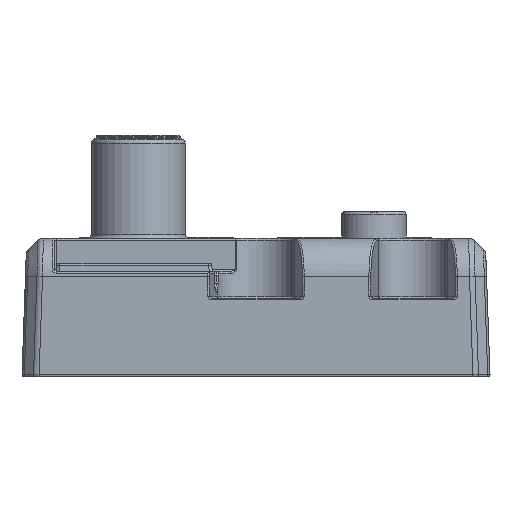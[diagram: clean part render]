
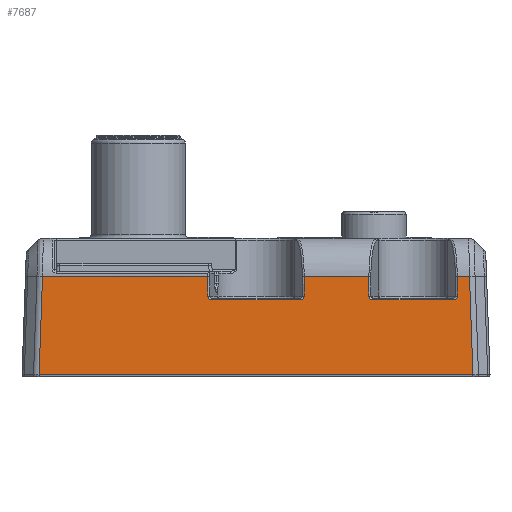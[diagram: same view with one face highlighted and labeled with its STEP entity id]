
A CAD part, front view. The second image highlights one B-rep face of the part: STEP entity #7687.
In plain terms, the highlighted planar face has unit normal (0, -1, 0.018).
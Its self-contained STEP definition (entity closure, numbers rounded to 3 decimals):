
#7687 = ADVANCED_FACE( '', ( #17568 ), #17569, .T. );
#17568 = FACE_OUTER_BOUND( '', #65274, .T. );
#17569 = PLANE( '', #65275 );
#65274 = EDGE_LOOP( '', ( #119616, #119617, #119618, #119619, #119620, #119621, #119622, #119623, #119624, #119625, #119626, #119627, #119628, #119629, #119630, #119631 ) );
#65275 = AXIS2_PLACEMENT_3D( '', #119632, #119633, #119634 );
#119616 = ORIENTED_EDGE( '', *, *, #143024, .T. );
#119617 = ORIENTED_EDGE( '', *, *, #143025, .T. );
#119618 = ORIENTED_EDGE( '', *, *, #143026, .T. );
#119619 = ORIENTED_EDGE( '', *, *, #143027, .T. );
#119620 = ORIENTED_EDGE( '', *, *, #137122, .T. );
#119621 = ORIENTED_EDGE( '', *, *, #138230, .F. );
#119622 = ORIENTED_EDGE( '', *, *, #143028, .T. );
#119623 = ORIENTED_EDGE( '', *, *, #143029, .F. );
#119624 = ORIENTED_EDGE( '', *, *, #142729, .T. );
#119625 = ORIENTED_EDGE( '', *, *, #143030, .T. );
#119626 = ORIENTED_EDGE( '', *, *, #143031, .T. );
#119627 = ORIENTED_EDGE( '', *, *, #137092, .F. );
#119628 = ORIENTED_EDGE( '', *, *, #142162, .T. );
#119629 = ORIENTED_EDGE( '', *, *, #143032, .F. );
#119630 = ORIENTED_EDGE( '', *, *, #140575, .T. );
#119631 = ORIENTED_EDGE( '', *, *, #143033, .T. );
#119632 = CARTESIAN_POINT( '', ( 0., -29.2, -17.65 ) );
#119633 = DIRECTION( '', ( 0., -1., 0.017 ) );
#119634 = DIRECTION( '', ( 0., -0.017, -1. ) );
#137092 = EDGE_CURVE( '', #151163, #151165, #151166, .T. );
#137122 = EDGE_CURVE( '', #151213, #151211, #151214, .T. );
#138230 = EDGE_CURVE( '', #153013, #151211, #153015, .T. );
#140575 = EDGE_CURVE( '', #156617, #154814, #156618, .T. );
#142162 = EDGE_CURVE( '', #151163, #158831, #158833, .F. );
#142729 = EDGE_CURVE( '', #159576, #159581, #159583, .T. );
#143024 = EDGE_CURVE( '', #148261, #159975, #159976, .T. );
#143025 = EDGE_CURVE( '', #159975, #148695, #159977, .F. );
#143026 = EDGE_CURVE( '', #148695, #152473, #159978, .T. );
#143027 = EDGE_CURVE( '', #152473, #151213, #159979, .T. );
#143028 = EDGE_CURVE( '', #153013, #159980, #159981, .F. );
#143029 = EDGE_CURVE( '', #159576, #159980, #159982, .T. );
#143030 = EDGE_CURVE( '', #159581, #159983, #159984, .T. );
#143031 = EDGE_CURVE( '', #159983, #151165, #159985, .T. );
#143032 = EDGE_CURVE( '', #156617, #158831, #159986, .T. );
#143033 = EDGE_CURVE( '', #154814, #148261, #159987, .T. );
#148261 = VERTEX_POINT( '', #167704 );
#148695 = VERTEX_POINT( '', #169524 );
#151163 = VERTEX_POINT( '', #177232 );
#151165 = VERTEX_POINT( '', #177234 );
#151166 = ELLIPSE( '', #177235, 0.508, 0.5 );
#151211 = VERTEX_POINT( '', #177401 );
#151213 = VERTEX_POINT( '', #177403 );
#151214 = LINE( '', #177404, #177405 );
#152473 = VERTEX_POINT( '', #180848 );
#153013 = VERTEX_POINT( '', #182540 );
#153015 = ELLIPSE( '', #182542, 0.508, 0.5 );
#154814 = VERTEX_POINT( '', #188352 );
#156617 = VERTEX_POINT( '', #193880 );
#156618 = LINE( '', #193881, #193882 );
#158831 = VERTEX_POINT( '', #200273 );
#158833 = LINE( '', #200275, #200276 );
#159576 = VERTEX_POINT( '', #202604 );
#159581 = VERTEX_POINT( '', #202610 );
#159583 = LINE( '', #202612, #202613 );
#159975 = VERTEX_POINT( '', #203991 );
#159976 = LINE( '', #203992, #203993 );
#159977 = LINE( '', #203994, #203995 );
#159978 = LINE( '', #203996, #203997 );
#159979 = LINE( '', #203998, #203999 );
#159980 = VERTEX_POINT( '', #204000 );
#159981 = LINE( '', #204001, #204002 );
#159982 = ELLIPSE( '', #204003, 0.508, 0.5 );
#159983 = VERTEX_POINT( '', #204004 );
#159984 = LINE( '', #204005, #204006 );
#159985 = LINE( '', #204007, #204008 );
#159986 = ELLIPSE( '', #204009, 0.508, 0.5 );
#159987 = LINE( '', #204010, #204011 );
#167704 = CARTESIAN_POINT( '', ( -27.182, -28.979, -4.963 ) );
#169524 = CARTESIAN_POINT( '', ( 27.618, -29.196, -17.447 ) );
#177232 = CARTESIAN_POINT( '', ( 5.632, -29.03, -7.896 ) );
#177234 = CARTESIAN_POINT( '', ( 6.138, -29.021, -7.396 ) );
#177235 = AXIS2_PLACEMENT_3D( '', #220545, #220546, #220547 );
#177401 = CARTESIAN_POINT( '', ( 25.63, -29.021, -7.396 ) );
#177403 = CARTESIAN_POINT( '', ( 25.623, -28.979, -4.963 ) );
#177404 = CARTESIAN_POINT( '', ( 25.661, -29.199, -17.571 ) );
#177405 = VECTOR( '', #220589, 1000. );
#180848 = CARTESIAN_POINT( '', ( 27.182, -28.979, -4.963 ) );
#182540 = CARTESIAN_POINT( '', ( 25.124, -29.03, -7.896 ) );
#182542 = AXIS2_PLACEMENT_3D( '', #222058, #222059, #222060 );
#188352 = CARTESIAN_POINT( '', ( -6.13, -28.979, -4.963 ) );
#193880 = CARTESIAN_POINT( '', ( -6.138, -29.021, -7.396 ) );
#193881 = CARTESIAN_POINT( '', ( -6.169, -29.2, -17.631 ) );
#193882 = VECTOR( '', #225091, 1000. );
#200273 = CARTESIAN_POINT( '', ( -5.632, -29.03, -7.896 ) );
#200275 = CARTESIAN_POINT( '', ( -5.929, -29.03, -7.896 ) );
#200276 = VECTOR( '', #227142, 1000. );
#202604 = CARTESIAN_POINT( '', ( 14.37, -29.021, -7.396 ) );
#202610 = CARTESIAN_POINT( '', ( 14.377, -28.979, -4.963 ) );
#202612 = CARTESIAN_POINT( '', ( 14.338, -29.201, -17.694 ) );
#202613 = VECTOR( '', #227817, 1000. );
#203991 = CARTESIAN_POINT( '', ( -27.618, -29.196, -17.447 ) );
#203992 = CARTESIAN_POINT( '', ( -27.592, -29.183, -16.687 ) );
#203993 = VECTOR( '', #228114, 1000. );
#203994 = CARTESIAN_POINT( '', ( 28.082, -29.196, -17.447 ) );
#203995 = VECTOR( '', #228115, 1000. );
#203996 = CARTESIAN_POINT( '', ( 27.592, -29.183, -16.687 ) );
#203997 = VECTOR( '', #228116, 1000. );
#203998 = CARTESIAN_POINT( '', ( -29.185, -28.979, -4.963 ) );
#203999 = VECTOR( '', #228117, 1000. );
#204000 = CARTESIAN_POINT( '', ( 14.876, -29.03, -7.896 ) );
#204001 = CARTESIAN_POINT( '', ( 14.579, -29.03, -7.896 ) );
#204002 = VECTOR( '', #228118, 1000. );
#204003 = AXIS2_PLACEMENT_3D( '', #228119, #228120, #228121 );
#204004 = CARTESIAN_POINT( '', ( 6.13, -28.979, -4.963 ) );
#204005 = CARTESIAN_POINT( '', ( -29.185, -28.979, -4.963 ) );
#204006 = VECTOR( '', #228122, 1000. );
#204007 = CARTESIAN_POINT( '', ( 6.169, -29.2, -17.631 ) );
#204008 = VECTOR( '', #228123, 1000. );
#204009 = AXIS2_PLACEMENT_3D( '', #228124, #228125, #228126 );
#204010 = CARTESIAN_POINT( '', ( -29.185, -28.979, -4.963 ) );
#204011 = VECTOR( '', #228127, 1000. );
#220545 = CARTESIAN_POINT( '', ( 5.63, -29.021, -7.396 ) );
#220546 = DIRECTION( '', ( 0., -1., 0.017 ) );
#220547 = DIRECTION( '', ( 0.995, -0.002, -0.098 ) );
#220589 = DIRECTION( '', ( 0.003, -0.017, -1. ) );
#222058 = CARTESIAN_POINT( '', ( 25.122, -29.021, -7.396 ) );
#222059 = DIRECTION( '', ( 0., -1., 0.017 ) );
#222060 = DIRECTION( '', ( 0.995, -0.002, -0.098 ) );
#225091 = DIRECTION( '', ( 0.003, 0.017, 1. ) );
#227142 = DIRECTION( '', ( 1., 0., 0. ) );
#227817 = DIRECTION( '', ( 0.003, 0.017, 1. ) );
#228114 = DIRECTION( '', ( -0.035, -0.017, -0.999 ) );
#228115 = DIRECTION( '', ( -1., 0., 0. ) );
#228116 = DIRECTION( '', ( -0.035, 0.017, 0.999 ) );
#228117 = DIRECTION( '', ( -1., 0., 0. ) );
#228118 = DIRECTION( '', ( 1., 0., 0. ) );
#228119 = CARTESIAN_POINT( '', ( 14.878, -29.021, -7.396 ) );
#228120 = DIRECTION( '', ( 0., -1., 0.017 ) );
#228121 = DIRECTION( '', ( 0.995, 0.002, 0.098 ) );
#228122 = DIRECTION( '', ( -1., 0., 0. ) );
#228123 = DIRECTION( '', ( 0.003, -0.017, -1. ) );
#228124 = CARTESIAN_POINT( '', ( -5.63, -29.021, -7.396 ) );
#228125 = DIRECTION( '', ( 0., -1., 0.017 ) );
#228126 = DIRECTION( '', ( 0.995, 0.002, 0.098 ) );
#228127 = DIRECTION( '', ( -1., 0., 0. ) );
